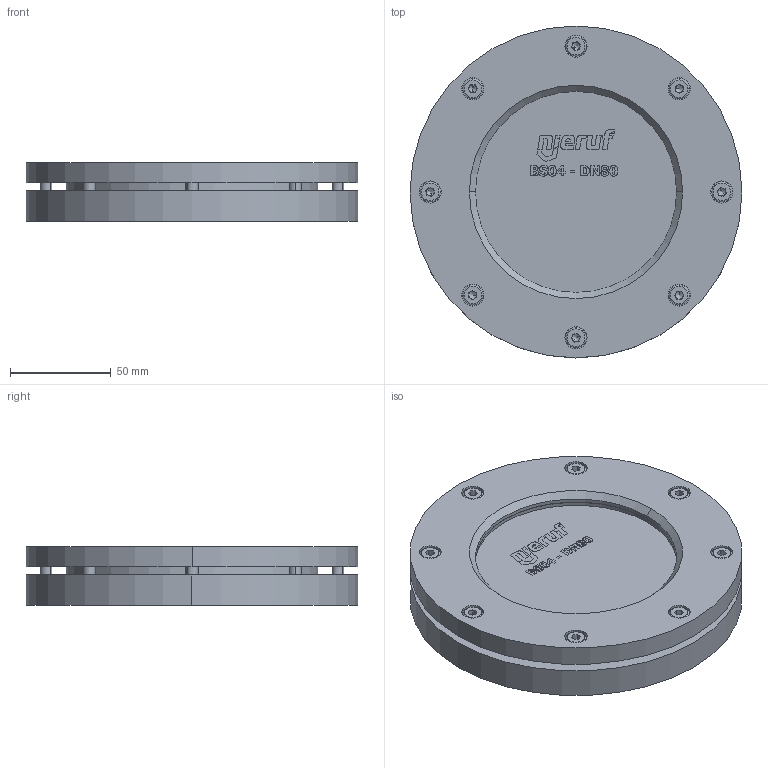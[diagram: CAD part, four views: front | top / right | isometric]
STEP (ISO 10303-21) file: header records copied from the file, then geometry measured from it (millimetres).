
FILE_DESCRIPTION (( 'STEP AP214' ), '1' );
FILE_NAME ('BS04_10_Behälter-Schauglas.STEP', '2020-07-14T13:01:40', ( '' ), ( '' ), 'SwSTEP 2.0', 'SolidWorks 2020', '' );
FILE_SCHEMA (( 'AUTOMOTIVE_DESIGN' ));
Length unit declared in the file: millimetre
Products named in the file (1): BS04_10_Behälter-Schauglas
Bounding box: 165 x 165 x 29 mm (x, y, z)
Volume: 423426.3 mm3; surface area: 132417.9 mm2
Topology: 13 solids, 13 shells, 590 faces, 1428 edges, 892 vertices
Faces by surface type: plane 281, cylinder 140, bspline 85, cone 52, torus 32
Entity records: 27058 total; most frequent: CARTESIAN_POINT 6988, ORIENTED_EDGE 2792, DIRECTION 2650, EDGE_CURVE 1396, AXIS2_PLACEMENT_3D 918, VERTEX_POINT 892, LINE 814, VECTOR 814
